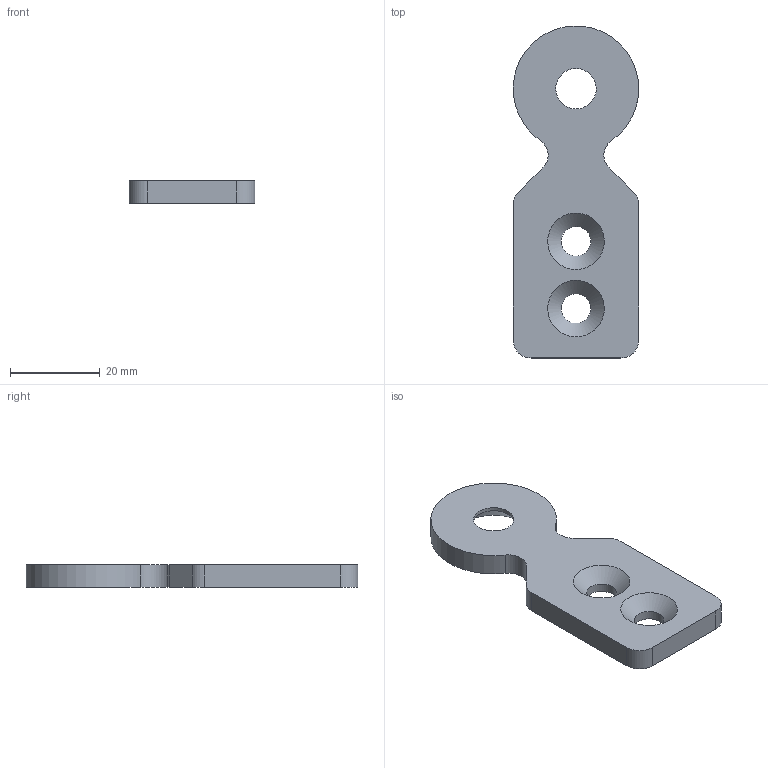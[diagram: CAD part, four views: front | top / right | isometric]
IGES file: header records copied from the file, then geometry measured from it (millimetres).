
Global section: file name: 350018; native system: Autodesk Inventor 2021; preprocessor: unknown; author: Spacek; date: 20201210.182301; units: millimetre
Bounding box: 28 x 73.97 x 5 mm (x, y, z)
Volume: 7809.4 mm3; surface area: 4597.6 mm2
Topology: 1 solids, 1 shells, 24 faces, 72 edges, 50 vertices
Faces by surface type: bspline 24
